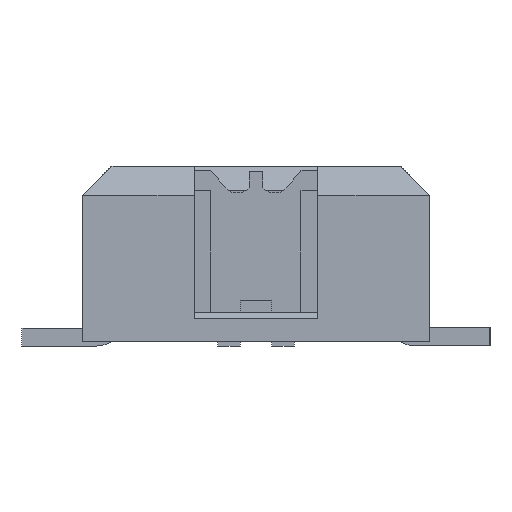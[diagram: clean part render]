
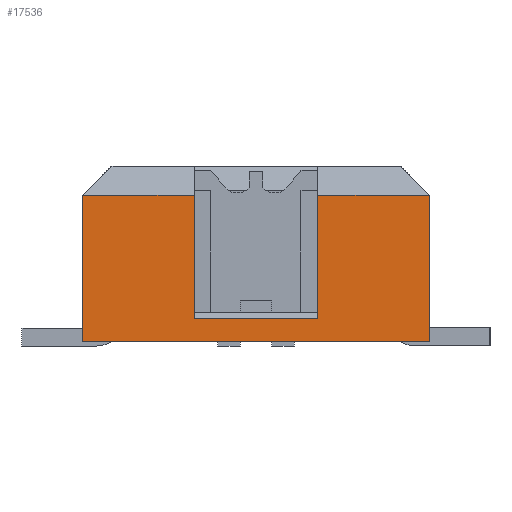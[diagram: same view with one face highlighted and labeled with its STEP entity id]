
A CAD part, left-side view. The second image highlights one B-rep face of the part: STEP entity #17536.
In plain terms, the highlighted planar face has unit normal (-1, 0, 0).
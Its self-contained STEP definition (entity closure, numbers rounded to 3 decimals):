
#1052=FACE_OUTER_BOUND($,#2466,.T.);
#2466=EDGE_LOOP($,(#12752,#12753,#12754,#12755,#12756,#12757,#12758,#12759));
#3279=VERTEX_POINT($,#33058);
#3280=VERTEX_POINT($,#33060);
#4483=VERTEX_POINT($,#37229);
#4484=VERTEX_POINT($,#37231);
#4485=VERTEX_POINT($,#37235);
#4486=VERTEX_POINT($,#37241);
#4487=VERTEX_POINT($,#37243);
#4488=VERTEX_POINT($,#37246);
#5335=EDGE_CURVE($,#3280,#3279,#18373,.T.);
#7501=EDGE_CURVE($,#4484,#4483,#20539,.T.);
#7503=EDGE_CURVE($,#4485,#4484,#20541,.T.);
#7507=EDGE_CURVE($,#4483,#4486,#20545,.T.);
#7508=EDGE_CURVE($,#4487,#4486,#20546,.T.);
#7509=EDGE_CURVE($,#3280,#4487,#20547,.T.);
#7510=EDGE_CURVE($,#4488,#3279,#20548,.T.);
#7511=EDGE_CURVE($,#4485,#4488,#20549,.T.);
#12752=ORIENTED_EDGE($,*,*,#7501,.T.);
#12753=ORIENTED_EDGE($,*,*,#7507,.T.);
#12754=ORIENTED_EDGE($,*,*,#7508,.F.);
#12755=ORIENTED_EDGE($,*,*,#7509,.F.);
#12756=ORIENTED_EDGE($,*,*,#5335,.T.);
#12757=ORIENTED_EDGE($,*,*,#7510,.F.);
#12758=ORIENTED_EDGE($,*,*,#7511,.F.);
#12759=ORIENTED_EDGE($,*,*,#7503,.T.);
#16230=PLANE($,#25586);
#17536=ADVANCED_FACE($,(#1052),#16230,.T.);
#18373=LINE($,#33061,#21710);
#20539=LINE($,#37232,#23876);
#20541=LINE($,#37236,#23878);
#20545=LINE($,#37242,#23882);
#20546=LINE($,#37244,#23883);
#20547=LINE($,#37245,#23884);
#20548=LINE($,#37247,#23885);
#20549=LINE($,#37248,#23886);
#21710=VECTOR($,#26520,1.54);
#23876=VECTOR($,#30288,0.55);
#23878=VECTOR($,#30292,0.55);
#23882=VECTOR($,#30298,0.55);
#23883=VECTOR($,#30299,0.495);
#23884=VECTOR($,#30300,0.65);
#23885=VECTOR($,#30301,0.65);
#23886=VECTOR($,#30302,0.495);
#25586=AXIS2_PLACEMENT_3D($,#37240,#30296,#30297);
#26520=DIRECTION($,(0.,-1.,0.));
#30288=DIRECTION($,(0.,1.,0.));
#30292=DIRECTION($,(0.,0.,-1.));
#30296=DIRECTION('center_axis',(-1.,0.,0.));
#30297=DIRECTION('ref_axis',(0.,1.,0.));
#30298=DIRECTION($,(0.,0.,1.));
#30299=DIRECTION($,(0.,-1.,0.));
#30300=DIRECTION($,(0.,0.,1.));
#30301=DIRECTION($,(0.,0.,-1.));
#30302=DIRECTION($,(0.,-1.,0.));
#33058=CARTESIAN_POINT('',(-7.13,-0.77,0.));
#33060=CARTESIAN_POINT('',(-7.13,0.77,0.));
#33061=CARTESIAN_POINT($,(-7.13,0.77,0.));
#37229=CARTESIAN_POINT('',(-7.13,0.275,0.1));
#37231=CARTESIAN_POINT('',(-7.13,-0.275,0.1));
#37232=CARTESIAN_POINT($,(-7.13,-0.275,0.1));
#37235=CARTESIAN_POINT('',(-7.13,-0.275,0.65));
#37236=CARTESIAN_POINT($,(-7.13,-0.275,0.65));
#37240=CARTESIAN_POINT('Origin',(-7.13,-0.77,0.));
#37241=CARTESIAN_POINT('',(-7.13,0.275,0.65));
#37242=CARTESIAN_POINT($,(-7.13,0.275,0.1));
#37243=CARTESIAN_POINT('',(-7.13,0.77,0.65));
#37244=CARTESIAN_POINT($,(-7.13,0.77,0.65));
#37245=CARTESIAN_POINT($,(-7.13,0.77,0.));
#37246=CARTESIAN_POINT('',(-7.13,-0.77,0.65));
#37247=CARTESIAN_POINT($,(-7.13,-0.77,0.65));
#37248=CARTESIAN_POINT($,(-7.13,-0.275,0.65));
